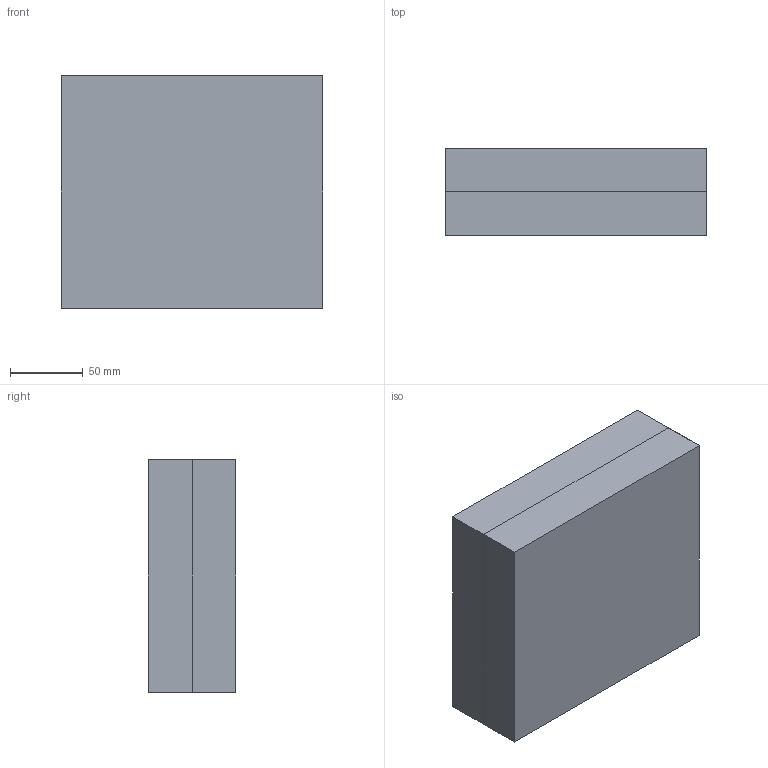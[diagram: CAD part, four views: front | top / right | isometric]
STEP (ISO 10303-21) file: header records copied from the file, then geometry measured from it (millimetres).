
FILE_DESCRIPTION(/* description */ (''),/* implementation_level */ '2;1');
FILE_NAME(/* name */ 'mascon-bottom.stp',/* time_stamp */ '2021-04-09T02:02:35-04:00',/* author */ ('ben'),/* organization */ (''),/* preprocessor_version */ 'ST-DEVELOPER v18.1',/* originating_system */ 'Autodesk Inventor 2021',/* authorisation */ 'test');
FILE_SCHEMA (('AUTOMOTIVE_DESIGN { 1 0 10303 214 3 1 1 }'));
Length unit declared in the file: inch
Products named in the file (1): mascon-bottom
Bounding box: 180 x 60 x 160 mm (x, y, z)
Volume: 1077765.9 mm3; surface area: 231318.8 mm2
Topology: 2 solids, 2 shells, 464 faces, 1210 edges, 778 vertices
Faces by surface type: bspline 216, plane 168, cylinder 36, torus 32, sphere 12
Full cylindrical faces by diameter (mm): 3.175 x4, 6.35 x4, 15 x2, 56 x2, 76 x2
Entity records: 16430 total; most frequent: CARTESIAN_POINT 6359, ORIENTED_EDGE 2388, DIRECTION 1506, EDGE_CURVE 1194, VERTEX_POINT 778, LINE 528, VECTOR 528, EDGE_LOOP 508
